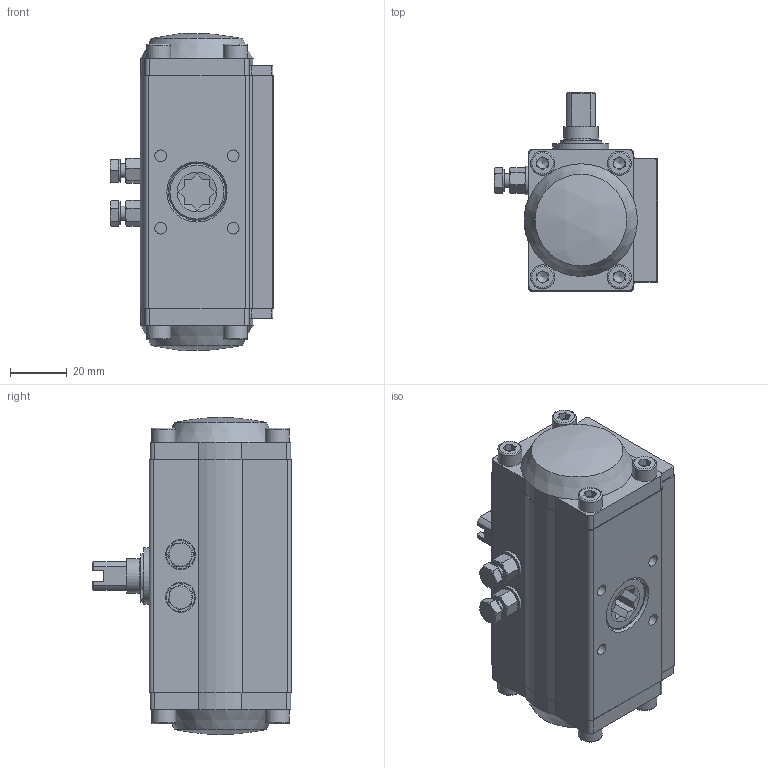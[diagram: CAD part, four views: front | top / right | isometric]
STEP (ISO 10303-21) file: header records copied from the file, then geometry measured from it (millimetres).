
FILE_DESCRIPTION(/* description */ ('Unknown'),/* implementation_level */ '2;1');
FILE_NAME(/* name */ 'PD01',/* time_stamp */ '2022-02-21T12:37:09+01:00',/* author */ ('Unknown'),/* organization */ ('Unknown'),/* preprocessor_version */ 'ST-DEVELOPER v16.7',/* originating_system */ 'Solid Edge',/* authorisation */ 'Unknown');
FILE_SCHEMA (('AUTOMOTIVE_DESIGN {1 0 10303 214 3 1 1}'));
Length unit declared in the file: millimetre
Products named in the file (12): PD01; 32gangti; circlips for shaft--type a large gb_GB_CONNECTING_PIECE_RING_RRA 13; VT032-8 ______; plain washers-n series-grade a gb_GB_FASTENER_WASHER_PWNA 5; hex nut gradec_din_Hexagon Nut ISO 4034 - M5 - N; hex bolt gradeab_din_ISO 4014 - M5 x 25 x 16-N; socket head cap screw_din_DIN 912 M5 x 16 --- 16N; VT032-04-1; VT032_Welle; VT032-03-A 3D_; VT032-03-A 3D
Assembly tree (22 placements, depth 3):
  PD01
    32gangti
    circlips for shaft--type a large gb_GB_CONNECTING_PIECE_RING_RRA 13
    VT032-8 ______
    plain washers-n series-grade a gb_GB_FASTENER_WASHER_PWNA 5  x2
    hex nut gradec_din_Hexagon Nut ISO 4034 - M5 - N  x2
    hex bolt gradeab_din_ISO 4014 - M5 x 25 x 16-N  x2
    socket head cap screw_din_DIN 912 M5 x 16 --- 16N  x8
    VT032-04-1  x2
    VT032_Welle
      VT032-03-A 3D_
      VT032-03-A 3D
Bounding box: 57.5 x 70 x 111.55 mm (x, y, z)
Volume: 168215.9 mm3; surface area: 63344.1 mm2
Topology: 22 solids, 22 shells, 612 faces, 1357 edges, 858 vertices
Faces by surface type: plane 329, cylinder 169, cone 78, torus 34, sphere 2
Full cylindrical faces by diameter (mm): 1.7 x2, 2.5 x2, 3 x1, 3.242 x8, 4.134 x14, 4.2 x2, 4.5 x8, 5 x15, 5.3 x2, 5.5 x1, 8 x4, 8.5 x8, 8.57 x2, 9 x2, 9.53 x2, 10 x4, 10.5 x2, 11.2 x2, 12 x7, 12.1 x1, 13.5 x2, 15.3 x2, 19.7 x1, 20 x7, 20.6 x1, 24 x2, 28.8 x1, 32 x3, 36.1 x2
Entity records: 10187 total; most frequent: CARTESIAN_POINT 1951, DIRECTION 1724, ORIENTED_EDGE 1366, AXIS2_PLACEMENT_3D 727, EDGE_CURVE 683, FACE_BOUND 589, EDGE_LOOP 588, VERTEX_POINT 508
